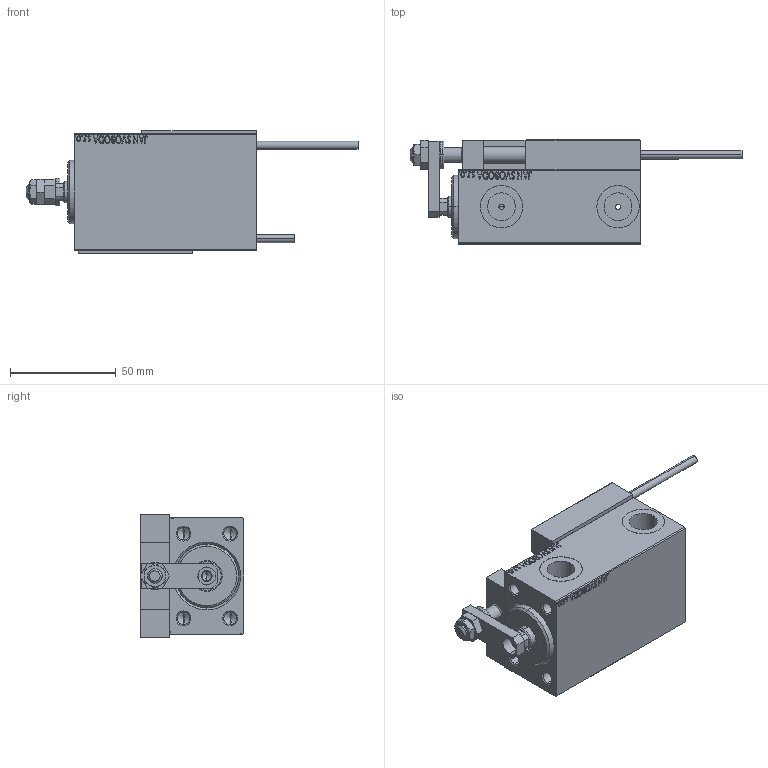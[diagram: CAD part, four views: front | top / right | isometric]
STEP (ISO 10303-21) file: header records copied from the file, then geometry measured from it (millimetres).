
FILE_DESCRIPTION (( 'STEP AP203' ), '1' );
FILE_NAME ('57da.STEP', '2022-04-17T12:55:32', ( '' ), ( '' ), 'SwSTEP 2.0', 'SolidWorks 2019', '' );
FILE_SCHEMA (( 'CONFIG_CONTROL_DESIGN' ));
Length unit declared in the file: millimetre
Products named in the file (16): Block d053826fe39a073bb679c74a3cf178db; V450CM_B_Body d053826fe39a073bb679c74a3cf178db; V450CM_VC_B d053826fe39a073bb679c74a3cf178db; SWITCH X d053826fe39a073bb679c74a3cf178db; MAGNET d053826fe39a073bb679c74a3cf178db; 57da; NUT_D12 d053826fe39a073bb679c74a3cf178db; TYC_L79 d053826fe39a073bb679c74a3cf178db; V450CM_B_VCP d053826fe39a073bb679c74a3cf178db; SWITCH_X_FRONT_BACK d053826fe39a073bb679c74a3cf178db; ALLEN BOLT D8 d053826fe39a073bb679c74a3cf178db; SWITCH DIM B,W d053826fe39a073bb679c74a3cf178db; ZARAZKA d053826fe39a073bb679c74a3cf178db; KONCOVKA d053826fe39a073bb679c74a3cf178db; NUT_D10 d053826fe39a073bb679c74a3cf178db; ALLEN BOLT D5 d053826fe39a073bb679c74a3cf178db
Assembly tree (25 placements, depth 3):
  57da
    V450CM_B_Body d053826fe39a073bb679c74a3cf178db
    V450CM_B_VCP d053826fe39a073bb679c74a3cf178db
    SWITCH X d053826fe39a073bb679c74a3cf178db
      SWITCH_X_FRONT_BACK d053826fe39a073bb679c74a3cf178db  x2
      TYC_L79 d053826fe39a073bb679c74a3cf178db
      Block d053826fe39a073bb679c74a3cf178db  x2
      ALLEN BOLT D5 d053826fe39a073bb679c74a3cf178db  x4
      ALLEN BOLT D8 d053826fe39a073bb679c74a3cf178db  x4
      MAGNET d053826fe39a073bb679c74a3cf178db  x2
      KONCOVKA d053826fe39a073bb679c74a3cf178db  x2
    NUT_D10 d053826fe39a073bb679c74a3cf178db
    NUT_D12 d053826fe39a073bb679c74a3cf178db
    SWITCH DIM B,W d053826fe39a073bb679c74a3cf178db
    ZARAZKA d053826fe39a073bb679c74a3cf178db
    V450CM_VC_B d053826fe39a073bb679c74a3cf178db
Bounding box: 156.7 x 49 x 58 mm (x, y, z)
Volume: 195936.4 mm3; surface area: 54616 mm2
Topology: 24 solids, 24 shells, 1332 faces, 3184 edges, 2018 vertices
Faces by surface type: plane 565, bspline 380, cylinder 194, cone 145, torus 44, sphere 4
Entity records: 51679 total; most frequent: CARTESIAN_POINT 26284, ORIENTED_EDGE 5356, DIRECTION 3683, EDGE_CURVE 2678, VERTEX_POINT 1742, LINE 1537, VECTOR 1537, EDGE_LOOP 1244
